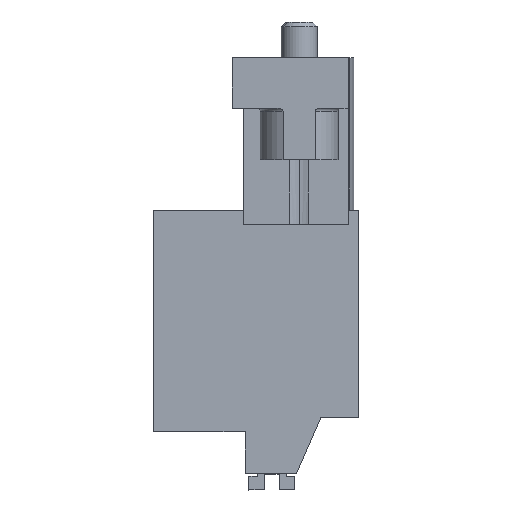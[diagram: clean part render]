
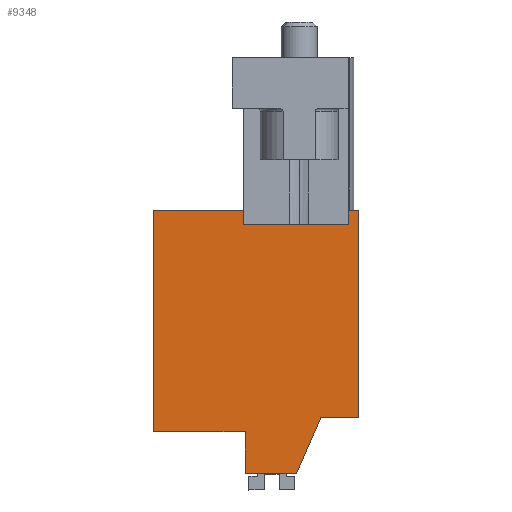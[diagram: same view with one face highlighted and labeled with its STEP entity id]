
A CAD part, left-side view. The second image highlights one B-rep face of the part: STEP entity #9348.
In plain terms, the highlighted planar face has unit normal (-1, 0, 0).
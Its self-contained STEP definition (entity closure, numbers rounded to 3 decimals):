
#9315=AXIS2_PLACEMENT_3D('Plane Axis2P3D',#9312,#9313,#9314) ;
#129=CARTESIAN_POINT('Vertex',(5.,7.85,4.043)) ;
#239=CARTESIAN_POINT('Vertex',(5.,7.85,1.143)) ;
#242=CARTESIAN_POINT('Line Origine',(5.,7.85,2.593)) ;
#355=CARTESIAN_POINT('Vertex',(5.,0.,5.043)) ;
#358=CARTESIAN_POINT('Line Origine',(5.,1.3,5.043)) ;
#362=CARTESIAN_POINT('Vertex',(5.,2.6,5.043)) ;
#736=CARTESIAN_POINT('Vertex',(5.,14.2,4.043)) ;
#744=CARTESIAN_POINT('Line Origine',(5.,11.025,4.043)) ;
#1255=CARTESIAN_POINT('Vertex',(5.,0.,19.383)) ;
#1258=CARTESIAN_POINT('Line Origine',(5.,0.,12.213)) ;
#1732=CARTESIAN_POINT('Vertex',(5.,14.2,19.383)) ;
#1735=CARTESIAN_POINT('Line Origine',(5.,14.2,11.713)) ;
#3707=CARTESIAN_POINT('Vertex',(5.,0.723,19.383)) ;
#3710=CARTESIAN_POINT('Line Origine',(5.,0.361,19.383)) ;
#3742=CARTESIAN_POINT('Vertex',(5.,7.968,19.383)) ;
#3745=CARTESIAN_POINT('Line Origine',(5.,11.084,19.383)) ;
#3793=CARTESIAN_POINT('Line Origine',(5.,7.968,18.883)) ;
#3797=CARTESIAN_POINT('Vertex',(5.,7.968,18.383)) ;
#9286=CARTESIAN_POINT('Line Origine',(5.,3.45,3.093)) ;
#9290=CARTESIAN_POINT('Vertex',(5.,4.3,1.143)) ;
#9312=CARTESIAN_POINT('Axis2P3D Location',(5.,6.8,19.383)) ;
#9317=CARTESIAN_POINT('Line Origine',(5.,6.075,1.143)) ;
#9322=CARTESIAN_POINT('Line Origine',(5.,0.723,18.883)) ;
#9326=CARTESIAN_POINT('Vertex',(5.,0.723,18.383)) ;
#9329=CARTESIAN_POINT('Line Origine',(5.,4.345,18.383)) ;
#243=DIRECTION('Vector Direction',(0.,0.,-1.)) ;
#359=DIRECTION('Vector Direction',(0.,-1.,0.)) ;
#745=DIRECTION('Vector Direction',(0.,-1.,0.)) ;
#1259=DIRECTION('Vector Direction',(0.,0.,1.)) ;
#1736=DIRECTION('Vector Direction',(0.,0.,-1.)) ;
#3711=DIRECTION('Vector Direction',(0.,1.,0.)) ;
#3746=DIRECTION('Vector Direction',(0.,1.,0.)) ;
#3794=DIRECTION('Vector Direction',(0.,0.,-1.)) ;
#9287=DIRECTION('Vector Direction',(0.,-0.4,0.917)) ;
#9313=DIRECTION('Axis2P3D Direction',(-1.,0.,0.)) ;
#9314=DIRECTION('Axis2P3D XDirection',(0.,1.,0.)) ;
#9318=DIRECTION('Vector Direction',(0.,-1.,0.)) ;
#9323=DIRECTION('Vector Direction',(0.,0.,-1.)) ;
#9330=DIRECTION('Vector Direction',(0.,-1.,0.)) ;
#244=VECTOR('Line Direction',#243,1.) ;
#360=VECTOR('Line Direction',#359,1.) ;
#746=VECTOR('Line Direction',#745,1.) ;
#1260=VECTOR('Line Direction',#1259,1.) ;
#1737=VECTOR('Line Direction',#1736,1.) ;
#3712=VECTOR('Line Direction',#3711,1.) ;
#3747=VECTOR('Line Direction',#3746,1.) ;
#3795=VECTOR('Line Direction',#3794,1.) ;
#9288=VECTOR('Line Direction',#9287,1.) ;
#9319=VECTOR('Line Direction',#9318,1.) ;
#9324=VECTOR('Line Direction',#9323,1.) ;
#9331=VECTOR('Line Direction',#9330,1.) ;
#9335=ORIENTED_EDGE('',*,*,#3749,.T.) ;
#9336=ORIENTED_EDGE('',*,*,#1739,.T.) ;
#9337=ORIENTED_EDGE('',*,*,#748,.T.) ;
#9338=ORIENTED_EDGE('',*,*,#246,.T.) ;
#9339=ORIENTED_EDGE('',*,*,#9321,.T.) ;
#9340=ORIENTED_EDGE('',*,*,#9292,.T.) ;
#9341=ORIENTED_EDGE('',*,*,#364,.T.) ;
#9342=ORIENTED_EDGE('',*,*,#1262,.T.) ;
#9343=ORIENTED_EDGE('',*,*,#3714,.T.) ;
#9344=ORIENTED_EDGE('',*,*,#9328,.T.) ;
#9345=ORIENTED_EDGE('',*,*,#9333,.F.) ;
#9346=ORIENTED_EDGE('',*,*,#3799,.T.) ;
#9348=ADVANCED_FACE('HOUSING',(#9347),#9316,.T.) ;
#246=EDGE_CURVE('',#130,#240,#245,.T.) ;
#364=EDGE_CURVE('',#363,#356,#361,.T.) ;
#748=EDGE_CURVE('',#737,#130,#747,.T.) ;
#1262=EDGE_CURVE('',#356,#1256,#1261,.T.) ;
#1739=EDGE_CURVE('',#1733,#737,#1738,.T.) ;
#3714=EDGE_CURVE('',#1256,#3708,#3713,.T.) ;
#3749=EDGE_CURVE('',#3743,#1733,#3748,.T.) ;
#3799=EDGE_CURVE('',#3798,#3743,#3796,.F.) ;
#9292=EDGE_CURVE('',#9291,#363,#9289,.T.) ;
#9321=EDGE_CURVE('',#240,#9291,#9320,.T.) ;
#9328=EDGE_CURVE('',#3708,#9327,#9325,.T.) ;
#9333=EDGE_CURVE('',#3798,#9327,#9332,.T.) ;
#9334=EDGE_LOOP('',(#9335,#9336,#9337,#9338,#9339,#9340,#9341,#9342,#9343,#9344,#9345,#9346)) ;
#9347=FACE_OUTER_BOUND('',#9334,.T.) ;
#245=LINE('Line',#242,#244) ;
#361=LINE('Line',#358,#360) ;
#747=LINE('Line',#744,#746) ;
#1261=LINE('Line',#1258,#1260) ;
#1738=LINE('Line',#1735,#1737) ;
#3713=LINE('Line',#3710,#3712) ;
#3748=LINE('Line',#3745,#3747) ;
#3796=LINE('Line',#3793,#3795) ;
#9289=LINE('Line',#9286,#9288) ;
#9320=LINE('Line',#9317,#9319) ;
#9325=LINE('Line',#9322,#9324) ;
#9332=LINE('Line',#9329,#9331) ;
#9316=PLANE('',#9315) ;
#130=VERTEX_POINT('',#129) ;
#240=VERTEX_POINT('',#239) ;
#356=VERTEX_POINT('',#355) ;
#363=VERTEX_POINT('',#362) ;
#737=VERTEX_POINT('',#736) ;
#1256=VERTEX_POINT('',#1255) ;
#1733=VERTEX_POINT('',#1732) ;
#3708=VERTEX_POINT('',#3707) ;
#3743=VERTEX_POINT('',#3742) ;
#3798=VERTEX_POINT('',#3797) ;
#9291=VERTEX_POINT('',#9290) ;
#9327=VERTEX_POINT('',#9326) ;
